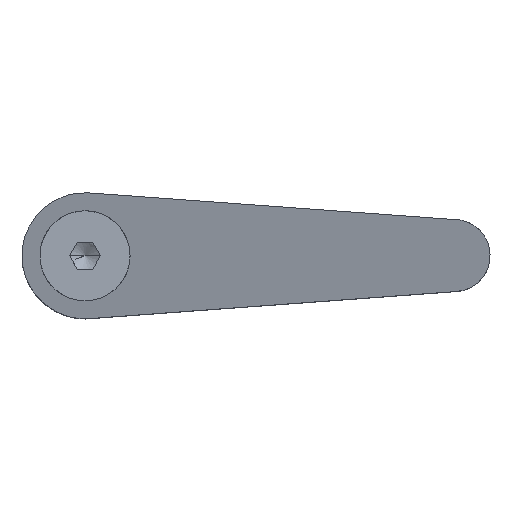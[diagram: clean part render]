
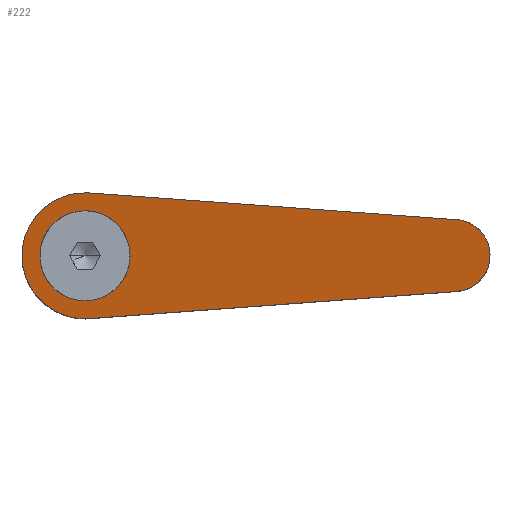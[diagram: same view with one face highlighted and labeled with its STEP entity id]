
A CAD part, top view. The second image highlights one B-rep face of the part: STEP entity #222.
In plain terms, the highlighted planar face has unit normal (-0.28, 0, 0.96).
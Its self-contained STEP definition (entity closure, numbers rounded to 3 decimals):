
#196=VERTEX_POINT('',#545);
#208=EDGE_CURVE('',#246,#292,#558,.T.);
#216=EDGE_CURVE('',#290,#246,#568,.T.);
#222=ADVANCED_FACE('',(#577,#578),#579,.F.);
#234=EDGE_CURVE('',#196,#318,#591,.T.);
#246=VERTEX_POINT('',#604);
#290=VERTEX_POINT('',#652);
#292=VERTEX_POINT('',#654);
#298=EDGE_CURVE('',#292,#290,#660,.T.);
#310=VERTEX_POINT('',#672);
#318=VERTEX_POINT('',#680);
#330=VERTEX_POINT('',#695);
#406=EDGE_CURVE('',#310,#330,#775,.T.);
#430=EDGE_CURVE('',#318,#310,#803,.T.);
#500=EDGE_CURVE('',#330,#516,#886,.T.);
#516=VERTEX_POINT('',#903);
#518=EDGE_CURVE('',#516,#196,#905,.T.);
#545=CARTESIAN_POINT('',(0.512,6.981,38.694));
#558=ELLIPSE('',#945,5.209,5.0);
#568=ELLIPSE('',#960,5.209,5.0);
#577=FACE_OUTER_BOUND('',#969,.T.);
#578=FACE_BOUND('',#970,.T.);
#579=PLANE('',#971);
#591=ELLIPSE('',#998,7.293,7.0);
#604=CARTESIAN_POINT('',(0.,5.0,38.545));
#652=CARTESIAN_POINT('',(0.,-5.0,38.545));
#654=CARTESIAN_POINT('',(-1.548,-4.754,38.092));
#660=ELLIPSE('',#1133,5.209,5.0);
#672=CARTESIAN_POINT('',(0.512,-6.981,38.694));
#680=CARTESIAN_POINT('',(-7.,0.,36.5));
#695=CARTESIAN_POINT('',(41.293,-3.989,50.606));
#775=LINE('',#1307,#1308);
#803=ELLIPSE('',#1343,7.293,7.0);
#886=ELLIPSE('',#1445,4.167,4.);
#903=CARTESIAN_POINT('',(41.293,3.989,50.606));
#905=LINE('',#1471,#1472);
#945=AXIS2_PLACEMENT_3D('',#1503,#1504,#1505);
#960=AXIS2_PLACEMENT_3D('',#1521,#1522,#1523);
#969=EDGE_LOOP('',(#1541,#1542,#1543,#1544,#1545));
#970=EDGE_LOOP('',(#1546,#1547,#1548));
#971=AXIS2_PLACEMENT_3D('',#1549,#1550,#1551);
#998=AXIS2_PLACEMENT_3D('',#1554,#1555,#1556);
#1133=AXIS2_PLACEMENT_3D('',#1620,#1621,#1622);
#1307=CARTESIAN_POINT('',(44.068,-3.786,51.417));
#1308=VECTOR('',#1716,1.0);
#1343=AXIS2_PLACEMENT_3D('',#1749,#1750,#1751);
#1445=AXIS2_PLACEMENT_3D('',#1886,#1887,#1888);
#1471=CARTESIAN_POINT('',(25.273,5.165,45.927));
#1472=VECTOR('',#1900,1.0);
#1503=CARTESIAN_POINT('',(0.0,0.0,38.545));
#1504=DIRECTION('',(-0.28,0.,0.96));
#1505=DIRECTION('',(-0.96,0.0,-0.28));
#1521=CARTESIAN_POINT('',(0.0,0.0,38.545));
#1522=DIRECTION('',(-0.28,0.,0.96));
#1523=DIRECTION('',(-0.96,0.0,-0.28));
#1541=ORIENTED_EDGE('',*,*,#234,.T.);
#1542=ORIENTED_EDGE('',*,*,#430,.T.);
#1543=ORIENTED_EDGE('',*,*,#406,.T.);
#1544=ORIENTED_EDGE('',*,*,#500,.T.);
#1545=ORIENTED_EDGE('',*,*,#518,.T.);
#1546=ORIENTED_EDGE('',*,*,#298,.F.);
#1547=ORIENTED_EDGE('',*,*,#208,.F.);
#1548=ORIENTED_EDGE('',*,*,#216,.F.);
#1549=CARTESIAN_POINT('',(19.395,0.,44.21));
#1550=DIRECTION('',(0.28,0.,-0.96));
#1551=DIRECTION('',(0.269,0.96,0.079));
#1554=CARTESIAN_POINT('',(0.,0.,38.545));
#1555=DIRECTION('',(-0.28,0.,0.96));
#1556=DIRECTION('',(-0.96,0.,-0.28));
#1620=CARTESIAN_POINT('',(0.0,0.0,38.545));
#1621=DIRECTION('',(-0.28,0.,0.96));
#1622=DIRECTION('',(-0.96,0.0,-0.28));
#1716=DIRECTION('',(0.958,0.07,0.28));
#1749=CARTESIAN_POINT('',(0.,0.,38.545));
#1750=DIRECTION('',(-0.28,0.,0.96));
#1751=DIRECTION('',(-0.96,0.,-0.28));
#1886=CARTESIAN_POINT('',(41.0,0.0,50.521));
#1887=DIRECTION('',(-0.28,0.,0.96));
#1888=DIRECTION('',(0.96,0.,0.28));
#1900=DIRECTION('',(-0.958,0.07,-0.28));
